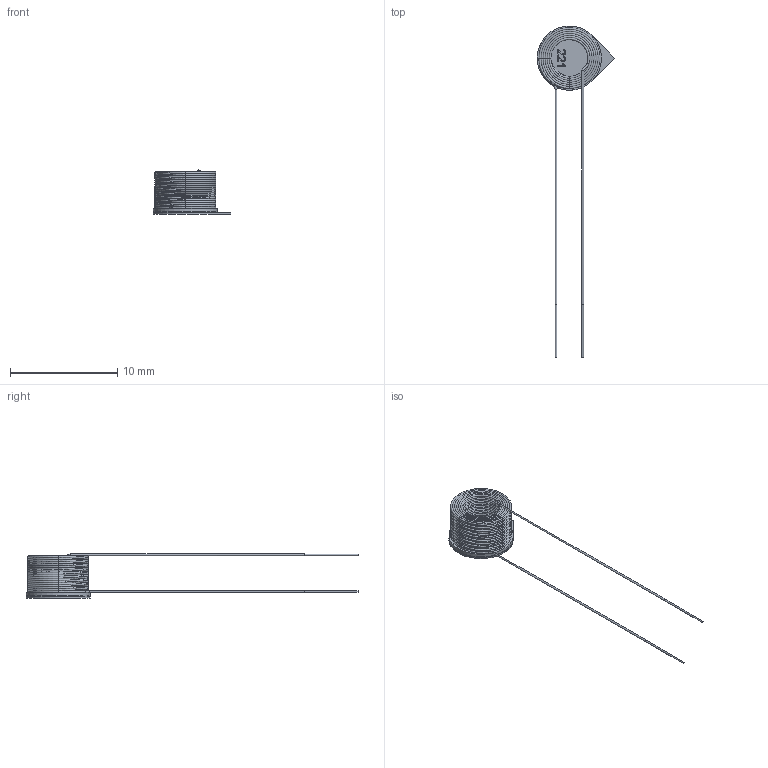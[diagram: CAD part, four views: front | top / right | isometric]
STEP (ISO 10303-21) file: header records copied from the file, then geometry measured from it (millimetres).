
FILE_DESCRIPTION(/* description */ ('Unknown'),/* implementation_level */ '2;1');
FILE_NAME(/* name */ 'L_Wurth_WE-WPCC-RX_760308101221',/* time_stamp */ '2025-04-22T16:12:33+08:00',/* author */ ('Unknown'),/* organization */ ('Unknown'),/* preprocessor_version */ 'ST-DEVELOPER v19.4',/* originating_system */ 'Solid Edge',/* authorisation */ 'Unknown');
FILE_SCHEMA (('AUTOMOTIVE_DESIGN {1 0 10303 214 3 1 1}'));
Length unit declared in the file: millimetre
Products named in the file (2): L_Wurth_WE-WPCC-RX_760308101221
Assembly tree (1 placements, depth 2):
  L_Wurth_WE-WPCC-RX_760308101221
    L_Wurth_WE-WPCC-RX_760308101221
Bounding box: 7.24 x 31 x 4.11 mm (x, y, z)
Volume: 52.9 mm3; surface area: 1190.6 mm2
Topology: 6 solids, 6 shells, 270 faces, 611 edges, 347 vertices
Faces by surface type: bspline 116, torus 115, plane 29, cylinder 10
Full cylindrical faces by diameter (mm): 0.15 x2, 0.17 x2, 6 x4
Entity records: 16059 total; most frequent: CARTESIAN_POINT 9822, DIRECTION 831, ORIENTED_EDGE 662, EDGE_LOOP 576, FACE_BOUND 576, AXIS2_PLACEMENT_3D 401, EDGE_CURVE 331, VERTEX_POINT 313
